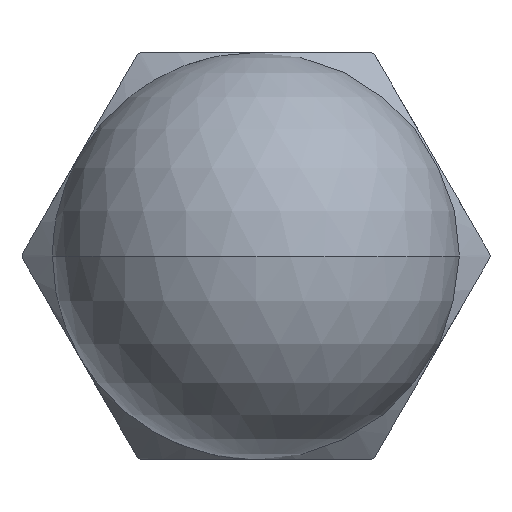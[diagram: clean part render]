
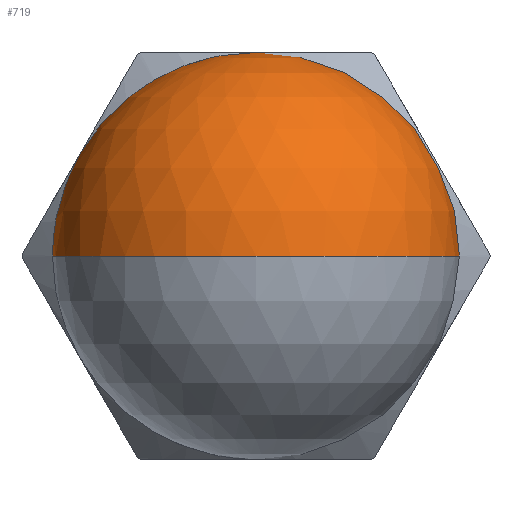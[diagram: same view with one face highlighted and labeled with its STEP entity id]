
A CAD part, left-side view. The second image highlights one B-rep face of the part: STEP entity #719.
In plain terms, the highlighted spherical face has radius 5 mm.
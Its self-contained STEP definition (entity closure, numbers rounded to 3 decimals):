
#111 = AXIS2_PLACEMENT_3D ( 'NONE', #585, #584, #578 ) ;
#122 = VERTEX_POINT ( 'NONE', #228 ) ;
#159 = CIRCLE ( 'NONE', #111, 4. ) ;
#203 = CARTESIAN_POINT ( 'NONE',  ( -9.5, 0., 0. ) ) ;
#228 = CARTESIAN_POINT ( 'NONE',  ( -6.5, 4., 0. ) ) ;
#240 = AXIS2_PLACEMENT_3D ( 'NONE', #1167, #1169, #1172 ) ;
#258 = AXIS2_PLACEMENT_3D ( 'NONE', #1094, #1100, #1070 ) ;
#302 = AXIS2_PLACEMENT_3D ( 'NONE', #203, #1104, #1020 ) ;
#317 = AXIS2_PLACEMENT_3D ( 'NONE', #1058, #1060, #1047 ) ;
#338 = CIRCLE ( 'NONE', #240, 4. ) ;
#354 = FACE_OUTER_BOUND ( 'NONE', #1132, .T. ) ;
#375 = CIRCLE ( 'NONE', #302, 5. ) ;
#391 = CIRCLE ( 'NONE', #317, 5. ) ;
#398 = SPHERICAL_SURFACE ( 'NONE', #258, 5. ) ;
#432 = CARTESIAN_POINT ( 'NONE',  ( -14.5, 0., 0. ) ) ;
#569 = VERTEX_POINT ( 'NONE', #712 ) ;
#578 = DIRECTION ( 'NONE',  ( 0., 0., 1. ) ) ;
#584 = DIRECTION ( 'NONE',  ( -1., 0., 0. ) ) ;
#585 = CARTESIAN_POINT ( 'NONE',  ( -6.5, 0., 0. ) ) ;
#688 = CARTESIAN_POINT ( 'NONE',  ( -6.5, 0., 4. ) ) ;
#689 = EDGE_CURVE ( 'NONE', #569, #1071, #391, .T. ) ;
#709 = EDGE_CURVE ( 'NONE', #122, #1071, #375, .T. ) ;
#712 = CARTESIAN_POINT ( 'NONE',  ( -6.5, -4., 0. ) ) ;
#719 = ADVANCED_FACE ( 'NONE', ( #354 ), #398, .T. ) ;
#733 = EDGE_CURVE ( 'NONE', #911, #122, #338, .T. ) ;
#907 = ORIENTED_EDGE ( 'NONE', *, *, #709, .T. ) ;
#911 = VERTEX_POINT ( 'NONE', #688 ) ;
#957 = EDGE_CURVE ( 'NONE', #569, #911, #159, .T. ) ;
#967 = ORIENTED_EDGE ( 'NONE', *, *, #733, .T. ) ;
#1020 = DIRECTION ( 'NONE',  ( 1., 0., 0. ) ) ;
#1047 = DIRECTION ( 'NONE',  ( 0., 1., 0. ) ) ;
#1058 = CARTESIAN_POINT ( 'NONE',  ( -9.5, 0., 0. ) ) ;
#1060 = DIRECTION ( 'NONE',  ( 0., 0., -1. ) ) ;
#1070 = DIRECTION ( 'NONE',  ( 0., 1., 0. ) ) ;
#1071 = VERTEX_POINT ( 'NONE', #432 ) ;
#1094 = CARTESIAN_POINT ( 'NONE',  ( -9.5, 0., 0. ) ) ;
#1100 = DIRECTION ( 'NONE',  ( 0., 0., -1. ) ) ;
#1104 = DIRECTION ( 'NONE',  ( 0., 0., 1. ) ) ;
#1123 = ORIENTED_EDGE ( 'NONE', *, *, #689, .F. ) ;
#1132 = EDGE_LOOP ( 'NONE', ( #1123, #1200, #967, #907 ) ) ;
#1167 = CARTESIAN_POINT ( 'NONE',  ( -6.5, 0., 0. ) ) ;
#1169 = DIRECTION ( 'NONE',  ( -1., 0., 0. ) ) ;
#1172 = DIRECTION ( 'NONE',  ( 0., 0., 1. ) ) ;
#1200 = ORIENTED_EDGE ( 'NONE', *, *, #957, .T. ) ;
